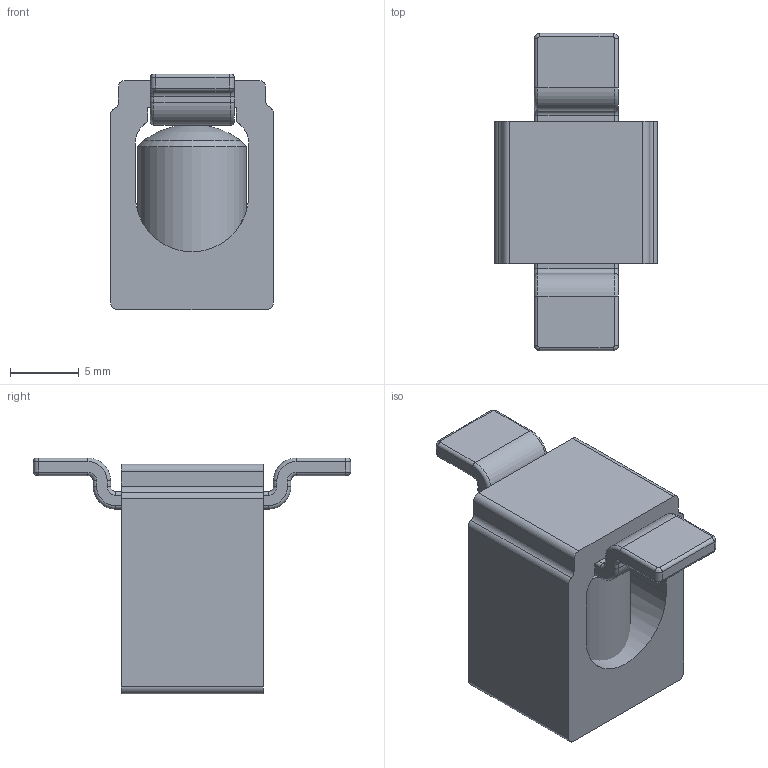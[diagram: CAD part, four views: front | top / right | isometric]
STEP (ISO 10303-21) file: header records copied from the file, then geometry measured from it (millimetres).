
FILE_DESCRIPTION(/* description */ (''),/* implementation_level */ '2;1');
FILE_NAME(/* name */ 'B2C-PCB-SMT-HEX.stp',/* time_stamp */ '2015-12-18T12:38:21-05:00',/* author */ ('tsmith'),/* organization */ (''),/* preprocessor_version */ 'ST-DEVELOPER v15.6',/* originating_system */ 'Autodesk Inventor 2015',/* authorisation */ '');
FILE_SCHEMA (('AUTOMOTIVE_DESIGN { 1 0 10303 214 3 1 1 }'));
Length unit declared in the file: inch
Products named in the file (4): B2C; 14257-SMT; 12786HEX; B2C-PCB-SMT-HEX
Assembly tree (3 placements, depth 2):
  B2C-PCB-SMT-HEX
    B2C
    14257-SMT
    12786HEX
Bounding box: 11.81 x 23.04 x 17.12 mm (x, y, z)
Volume: 1781.1 mm3; surface area: 1984.3 mm2
Topology: 3 solids, 3 shells, 118 faces, 283 edges, 172 vertices
Faces by surface type: cylinder 51, plane 36, torus 16, bspline 8, cone 6, sphere 1
Full cylindrical faces by diameter (mm): 6.782 x1, 7.925 x1
Entity records: 3532 total; most frequent: CARTESIAN_POINT 698, DIRECTION 624, ORIENTED_EDGE 546, EDGE_CURVE 273, AXIS2_PLACEMENT_3D 245, VERTEX_POINT 169, LINE 134, VECTOR 134
